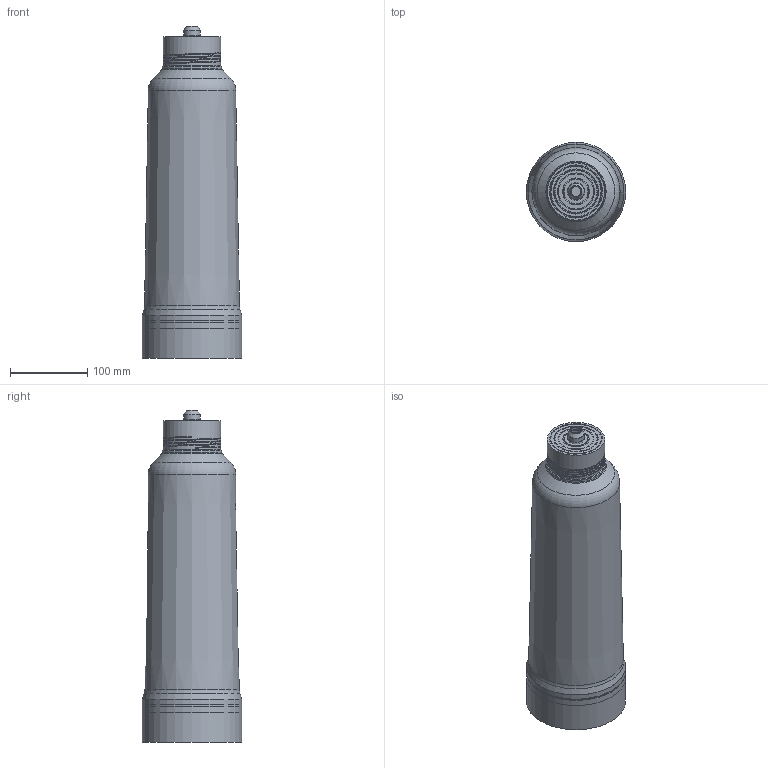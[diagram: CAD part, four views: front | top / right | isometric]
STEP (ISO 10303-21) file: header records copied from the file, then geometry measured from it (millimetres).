
FILE_DESCRIPTION(/* description */ ('Unknown'),/* implementation_level */ '2;1');
FILE_NAME(/* name */ '40412001',/* time_stamp */ '2022-08-29T05:58:50+02:00',/* author */ ('Unknown'),/* organization */ ('GROHE AG'),/* preprocessor_version */ 'ST-DEVELOPER v16.7',/* originating_system */ 'DEX',/* authorisation */ $);
FILE_SCHEMA (('AUTOMOTIVE_DESIGN {1 0 10303 214 3 1 1}'));
Products named in the file (5): 40412001; msch146C4AD2bye2; msch146C4AD2bye2_0; msch146C4AD2bye2_1
Assembly tree (4 placements, depth 2):
  40412001
    40412001
    msch146C4AD2bye2
    msch146C4AD2bye2_0
    msch146C4AD2bye2_1
Bounding box: 128.5 x 128.5 x 429.5 mm (x, y, z)
Volume: 1798495.6 mm3; surface area: 414771.7 mm2
Topology: 5 solids, 5 shells, 1338 faces, 3263 edges, 1885 vertices
Faces by surface type: bspline 568, cylinder 302, torus 219, plane 146, cone 70, sphere 33
Full cylindrical faces by diameter (mm): 12.8 x1, 16.6 x2, 18 x1, 18.01 x1, 21.4 x1, 22.7 x2, 45.4 x1, 46.6 x1, 55.4 x1, 55.41 x1, 57.4 x2, 57.402 x2, 69.6 x3, 74.125 x1, 76.8 x1, 128.5 x3
Entity records: 70864 total; most frequent: CARTESIAN_POINT 46196, ORIENTED_EDGE 6028, DIRECTION 3562, EDGE_CURVE 3014, VERTEX_POINT 1834, AXIS2_PLACEMENT_3D 1612, FACE_BOUND 1502, EDGE_LOOP 1501
